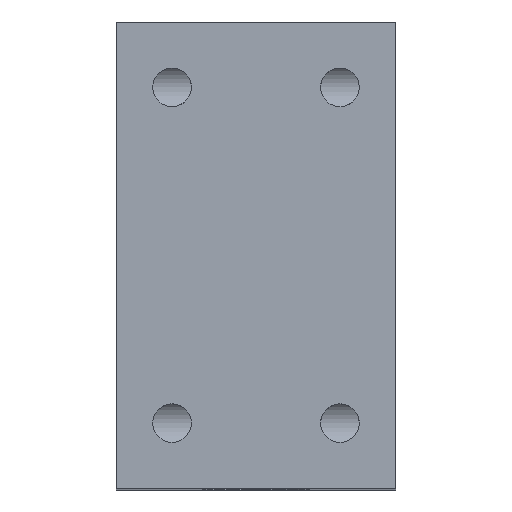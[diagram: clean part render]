
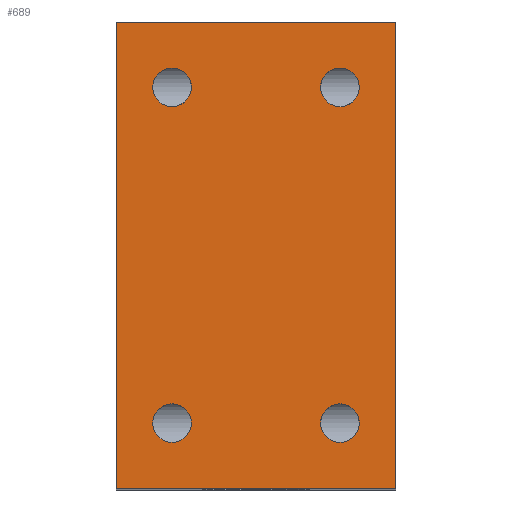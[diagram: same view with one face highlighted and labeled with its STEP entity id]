
A CAD part, top view. The second image highlights one B-rep face of the part: STEP entity #689.
In plain terms, the highlighted planar face has unit normal (0, 0, 1).
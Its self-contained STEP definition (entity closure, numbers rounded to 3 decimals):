
#17 = EDGE_LOOP ( 'NONE', ( #8361, #8362 ) ) ;
#22 = EDGE_LOOP ( 'NONE', ( #8357, #8358, #8359, #8360 ) ) ;
#387 = EDGE_CURVE ( 'NONE', #1246, #1244, #2343, .T. ) ;
#391 = EDGE_CURVE ( 'NONE', #1252, #1250, #2349, .T. ) ;
#395 = EDGE_CURVE ( 'NONE', #1259, #1256, #2356, .T. ) ;
#399 = EDGE_CURVE ( 'NONE', #1263, #1260, #2361, .T. ) ;
#689 = ADVANCED_FACE ( 'NONE', ( #2876, #2874, #2877, #2879, #2871 ), #3633, .T. ) ;
#1037 = VERTEX_POINT ( 'NONE', #4656 ) ;
#1038 = VERTEX_POINT ( 'NONE', #4657 ) ;
#1041 = VERTEX_POINT ( 'NONE', #4660 ) ;
#1043 = VERTEX_POINT ( 'NONE', #4662 ) ;
#1244 = VERTEX_POINT ( 'NONE', #4863 ) ;
#1246 = VERTEX_POINT ( 'NONE', #4865 ) ;
#1250 = VERTEX_POINT ( 'NONE', #4869 ) ;
#1252 = VERTEX_POINT ( 'NONE', #4871 ) ;
#1256 = VERTEX_POINT ( 'NONE', #4875 ) ;
#1259 = VERTEX_POINT ( 'NONE', #4878 ) ;
#1260 = VERTEX_POINT ( 'NONE', #4879 ) ;
#1263 = VERTEX_POINT ( 'NONE', #4882 ) ;
#1475 = CARTESIAN_POINT ( 'NONE',  ( 9., 18., 96. ) ) ;
#1476 = DIRECTION ( 'NONE',  ( 0., 0., -1. ) ) ;
#1477 = DIRECTION ( 'NONE',  ( 1., 0., 0. ) ) ;
#1485 = CARTESIAN_POINT ( 'NONE',  ( -9., 18., 96. ) ) ;
#1486 = DIRECTION ( 'NONE',  ( 0., 0., -1. ) ) ;
#1487 = DIRECTION ( 'NONE',  ( 1., 0., 0. ) ) ;
#1495 = CARTESIAN_POINT ( 'NONE',  ( 9., -18., 96. ) ) ;
#1496 = DIRECTION ( 'NONE',  ( 0., 0., -1. ) ) ;
#1497 = DIRECTION ( 'NONE',  ( 1., 0., 0. ) ) ;
#1534 = CARTESIAN_POINT ( 'NONE',  ( -9., -18., 96. ) ) ;
#1535 = DIRECTION ( 'NONE',  ( 0., 0., -1. ) ) ;
#1536 = DIRECTION ( 'NONE',  ( 1., 0., 0. ) ) ;
#2320 = EDGE_LOOP ( 'NONE', ( #8363, #8364 ) ) ;
#2324 = EDGE_LOOP ( 'NONE', ( #8365, #8366 ) ) ;
#2325 = EDGE_LOOP ( 'NONE', ( #8367, #8368 ) ) ;
#2343 = CIRCLE ( 'NONE', #7552, 2.067 ) ;
#2349 = CIRCLE ( 'NONE', #7555, 2.067 ) ;
#2356 = CIRCLE ( 'NONE', #7557, 2.067 ) ;
#2361 = CIRCLE ( 'NONE', #7559, 2.067 ) ;
#2871 = FACE_BOUND ( 'NONE', #2325, .T. ) ;
#2874 = FACE_BOUND ( 'NONE', #17, .T. ) ;
#2876 = FACE_OUTER_BOUND ( 'NONE', #22, .T. ) ;
#2877 = FACE_BOUND ( 'NONE', #2320, .T. ) ;
#2879 = FACE_BOUND ( 'NONE', #2324, .T. ) ;
#3633 = PLANE ( 'NONE',  #7635 ) ;
#3634 = CARTESIAN_POINT ( 'NONE',  ( 0., 0., 96. ) ) ;
#3647 = DIRECTION ( 'NONE',  ( 0., 0., 1. ) ) ;
#3648 = DIRECTION ( 'NONE',  ( 1., 0., 0. ) ) ;
#4656 = CARTESIAN_POINT ( 'NONE',  ( -15., -25., 96. ) ) ;
#4657 = CARTESIAN_POINT ( 'NONE',  ( -15., 25., 96. ) ) ;
#4660 = CARTESIAN_POINT ( 'NONE',  ( 15., 25., 96. ) ) ;
#4662 = CARTESIAN_POINT ( 'NONE',  ( 15., -25., 96. ) ) ;
#4863 = CARTESIAN_POINT ( 'NONE',  ( 6.933, 18., 96. ) ) ;
#4865 = CARTESIAN_POINT ( 'NONE',  ( 11.067, 18., 96. ) ) ;
#4869 = CARTESIAN_POINT ( 'NONE',  ( -11.067, 18., 96. ) ) ;
#4871 = CARTESIAN_POINT ( 'NONE',  ( -6.933, 18., 96. ) ) ;
#4875 = CARTESIAN_POINT ( 'NONE',  ( 6.933, -18., 96. ) ) ;
#4878 = CARTESIAN_POINT ( 'NONE',  ( 11.067, -18., 96. ) ) ;
#4879 = CARTESIAN_POINT ( 'NONE',  ( -11.067, -18., 96. ) ) ;
#4882 = CARTESIAN_POINT ( 'NONE',  ( -6.933, -18., 96. ) ) ;
#5514 = CARTESIAN_POINT ( 'NONE',  ( -9., -18., 96. ) ) ;
#5520 = DIRECTION ( 'NONE',  ( 0., 0., -1. ) ) ;
#5521 = DIRECTION ( 'NONE',  ( 1., 0., 0. ) ) ;
#5522 = CARTESIAN_POINT ( 'NONE',  ( -9., 18., 96. ) ) ;
#5553 = CARTESIAN_POINT ( 'NONE',  ( 9., -18., 96. ) ) ;
#5554 = DIRECTION ( 'NONE',  ( 0., 0., -1. ) ) ;
#5555 = DIRECTION ( 'NONE',  ( 1., 0., 0. ) ) ;
#5559 = CARTESIAN_POINT ( 'NONE',  ( 9., 18., 96. ) ) ;
#5560 = DIRECTION ( 'NONE',  ( 0., 0., -1. ) ) ;
#5561 = DIRECTION ( 'NONE',  ( 1., 0., 0. ) ) ;
#5566 = DIRECTION ( 'NONE',  ( 0., 0., -1. ) ) ;
#5567 = DIRECTION ( 'NONE',  ( 1., 0., 0. ) ) ;
#5573 = CARTESIAN_POINT ( 'NONE',  ( -15., 0., 96. ) ) ;
#5574 = DIRECTION ( 'NONE',  ( 0., -1., 0. ) ) ;
#5804 = CARTESIAN_POINT ( 'NONE',  ( 15., -25., 96. ) ) ;
#5805 = DIRECTION ( 'NONE',  ( -1., 0., 0. ) ) ;
#5808 = CARTESIAN_POINT ( 'NONE',  ( 0., 25., 96. ) ) ;
#5809 = DIRECTION ( 'NONE',  ( -1., 0., 0. ) ) ;
#5812 = CARTESIAN_POINT ( 'NONE',  ( 15., 25., 96. ) ) ;
#5813 = DIRECTION ( 'NONE',  ( 0., -1., 0. ) ) ;
#6072 = CIRCLE ( 'NONE', #7868, 2.067 ) ;
#6073 = CIRCLE ( 'NONE', #7873, 2.067 ) ;
#6075 = LINE ( 'NONE', #5573, #6081 ) ;
#6076 = CIRCLE ( 'NONE', #7872, 2.067 ) ;
#6080 = CIRCLE ( 'NONE', #7875, 2.067 ) ;
#6081 = VECTOR ( 'NONE', #5574, 1000. ) ;
#6313 = LINE ( 'NONE', #5804, #6314 ) ;
#6314 = VECTOR ( 'NONE', #5805, 1000. ) ;
#6317 = LINE ( 'NONE', #5808, #6318 ) ;
#6318 = VECTOR ( 'NONE', #5809, 1000. ) ;
#6321 = LINE ( 'NONE', #5812, #6322 ) ;
#6322 = VECTOR ( 'NONE', #5813, 1000. ) ;
#7195 = EDGE_CURVE ( 'NONE', #1260, #1263, #6072, .T. ) ;
#7197 = EDGE_CURVE ( 'NONE', #1256, #1259, #6073, .T. ) ;
#7199 = EDGE_CURVE ( 'NONE', #1250, #1252, #6076, .T. ) ;
#7201 = EDGE_CURVE ( 'NONE', #1244, #1246, #6080, .T. ) ;
#7204 = EDGE_CURVE ( 'NONE', #1038, #1037, #6075, .T. ) ;
#7320 = EDGE_CURVE ( 'NONE', #1043, #1037, #6313, .T. ) ;
#7322 = EDGE_CURVE ( 'NONE', #1041, #1038, #6317, .T. ) ;
#7324 = EDGE_CURVE ( 'NONE', #1041, #1043, #6321, .T. ) ;
#7552 = AXIS2_PLACEMENT_3D ( 'NONE', #1475, #1476, #1477 ) ;
#7555 = AXIS2_PLACEMENT_3D ( 'NONE', #1485, #1486, #1487 ) ;
#7557 = AXIS2_PLACEMENT_3D ( 'NONE', #1495, #1496, #1497 ) ;
#7559 = AXIS2_PLACEMENT_3D ( 'NONE', #1534, #1535, #1536 ) ;
#7635 = AXIS2_PLACEMENT_3D ( 'NONE', #3634, #3647, #3648 ) ;
#7868 = AXIS2_PLACEMENT_3D ( 'NONE', #5514, #5520, #5521 ) ;
#7872 = AXIS2_PLACEMENT_3D ( 'NONE', #5522, #5560, #5561 ) ;
#7873 = AXIS2_PLACEMENT_3D ( 'NONE', #5553, #5554, #5555 ) ;
#7875 = AXIS2_PLACEMENT_3D ( 'NONE', #5559, #5566, #5567 ) ;
#8357 = ORIENTED_EDGE ( 'NONE', *, *, #7324, .F. ) ;
#8358 = ORIENTED_EDGE ( 'NONE', *, *, #7322, .T. ) ;
#8359 = ORIENTED_EDGE ( 'NONE', *, *, #7204, .T. ) ;
#8360 = ORIENTED_EDGE ( 'NONE', *, *, #7320, .F. ) ;
#8361 = ORIENTED_EDGE ( 'NONE', *, *, #399, .T. ) ;
#8362 = ORIENTED_EDGE ( 'NONE', *, *, #7195, .T. ) ;
#8363 = ORIENTED_EDGE ( 'NONE', *, *, #387, .T. ) ;
#8364 = ORIENTED_EDGE ( 'NONE', *, *, #7201, .T. ) ;
#8365 = ORIENTED_EDGE ( 'NONE', *, *, #391, .T. ) ;
#8366 = ORIENTED_EDGE ( 'NONE', *, *, #7199, .T. ) ;
#8367 = ORIENTED_EDGE ( 'NONE', *, *, #395, .T. ) ;
#8368 = ORIENTED_EDGE ( 'NONE', *, *, #7197, .T. ) ;
